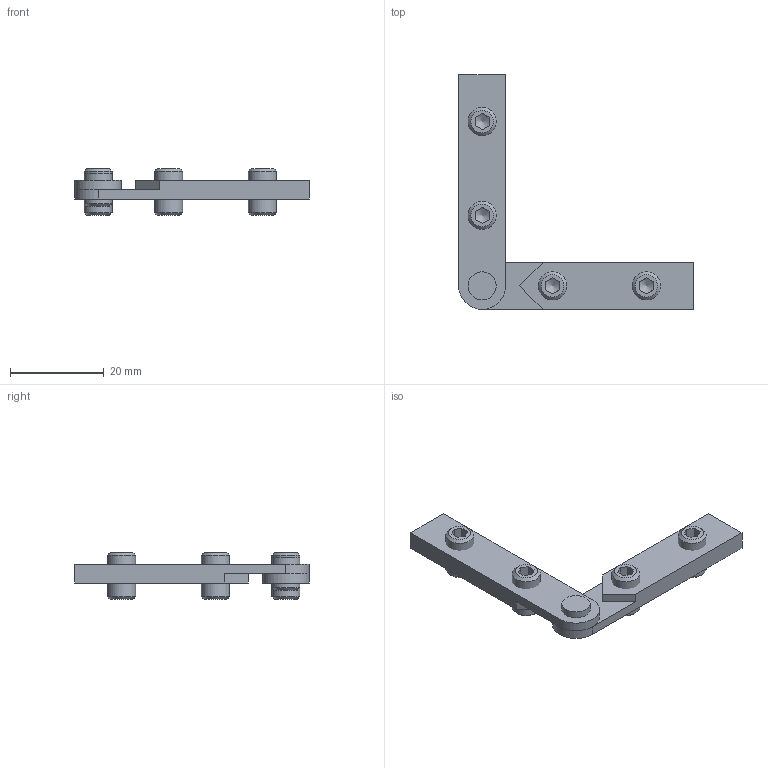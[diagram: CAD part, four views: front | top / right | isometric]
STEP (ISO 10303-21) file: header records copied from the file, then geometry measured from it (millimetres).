
FILE_DESCRIPTION((''),'2;1');
FILE_NAME('321291.iam.stp','2010-09-05T10:14:21',(''),(''),'Autodesk Inventor 2010','Autodesk Inventor 2010','');
FILE_SCHEMA(('AUTOMOTIVE_DESIGN { 1 0 10303 214 1 1 1 1 }'));
Length unit declared in the file: millimetre
Products named in the file (4): 321291; 321291-1; 321291-2; DIN 913 M6 x 10
Assembly tree (7 placements, depth 2):
  321291
    321291-1  x2
    321291-2
    DIN 913 M6 x 10  x4
Bounding box: 50 x 50 x 10 mm (x, y, z)
Volume: 4099.3 mm3; surface area: 4132.6 mm2
Topology: 7 solids, 7 shells, 80 faces, 183 edges, 119 vertices
Faces by surface type: plane 52, cone 13, cylinder 11, bspline 4
Full cylindrical faces by diameter (mm): 4 x3, 6 x6
Entity records: 971 total; most frequent: CARTESIAN_POINT 188, DIRECTION 151, ORIENTED_EDGE 112, AXIS2_PLACEMENT_3D 60, EDGE_CURVE 56, EDGE_LOOP 51, VERTEX_POINT 43, FACE_OUTER_BOUND 32
